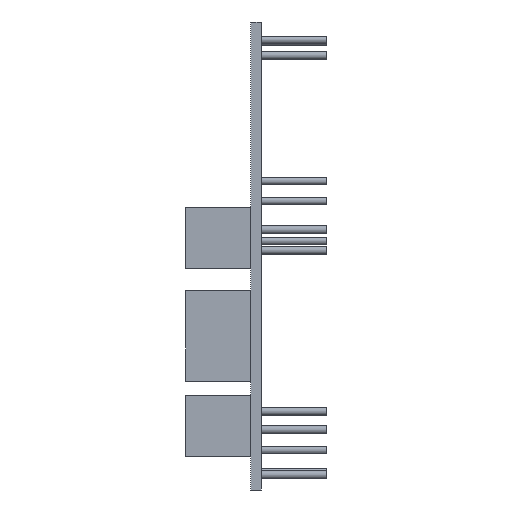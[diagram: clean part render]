
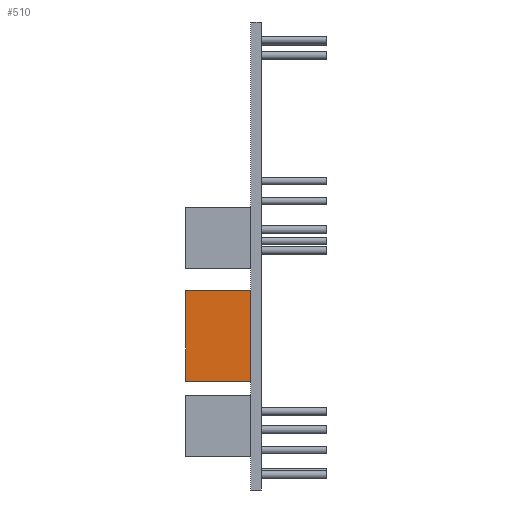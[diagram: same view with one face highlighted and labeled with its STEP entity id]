
A CAD part, left-side view. The second image highlights one B-rep face of the part: STEP entity #510.
In plain terms, the highlighted planar face has unit normal (-1, 0, 0).
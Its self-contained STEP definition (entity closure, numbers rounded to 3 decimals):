
#32 = EDGE_CURVE ( 'NONE', #1783, #1385, #155, .T. ) ;
#155 = LINE ( 'NONE', #1292, #1029 ) ;
#230 = ORIENTED_EDGE ( 'NONE', *, *, #416, .F. ) ;
#248 = EDGE_CURVE ( 'NONE', #1391, #1783, #1788, .T. ) ;
#275 = VERTEX_POINT ( 'NONE', #1109 ) ;
#297 = CARTESIAN_POINT ( 'NONE',  ( -143.559, 35., -16.173 ) ) ;
#339 = ORIENTED_EDGE ( 'NONE', *, *, #248, .T. ) ;
#351 = DIRECTION ( 'NONE',  ( 0., 0., -1. ) ) ;
#359 = VECTOR ( 'NONE', #766, 1000. ) ;
#416 = EDGE_CURVE ( 'NONE', #275, #1385, #1186, .T. ) ;
#510 = ADVANCED_FACE ( 'NONE', ( #706 ), #1881, .F. ) ;
#577 = CARTESIAN_POINT ( 'NONE',  ( -143.559, 5., -58.025 ) ) ;
#696 = EDGE_CURVE ( 'NONE', #1391, #275, #1771, .T. ) ;
#697 = DIRECTION ( 'NONE',  ( 1., 0., 0. ) ) ;
#706 = FACE_OUTER_BOUND ( 'NONE', #1112, .T. ) ;
#766 = DIRECTION ( 'NONE',  ( 0., 0., 1. ) ) ;
#928 = AXIS2_PLACEMENT_3D ( 'NONE', #1691, #697, #351 ) ;
#934 = CARTESIAN_POINT ( 'NONE',  ( -143.559, 35., -58.025 ) ) ;
#1029 = VECTOR ( 'NONE', #1108, 1000. ) ;
#1108 = DIRECTION ( 'NONE',  ( 0., 0., 1. ) ) ;
#1109 = CARTESIAN_POINT ( 'NONE',  ( -143.559, 35., -16.173 ) ) ;
#1112 = EDGE_LOOP ( 'NONE', ( #1854, #230, #2104, #339 ) ) ;
#1186 = LINE ( 'NONE', #297, #1806 ) ;
#1292 = CARTESIAN_POINT ( 'NONE',  ( -143.559, 5., -58.025 ) ) ;
#1385 = VERTEX_POINT ( 'NONE', #1449 ) ;
#1391 = VERTEX_POINT ( 'NONE', #934 ) ;
#1425 = CARTESIAN_POINT ( 'NONE',  ( -143.559, 35., -58.025 ) ) ;
#1430 = VECTOR ( 'NONE', #1800, 1000. ) ;
#1449 = CARTESIAN_POINT ( 'NONE',  ( -143.559, 5., -16.173 ) ) ;
#1496 = DIRECTION ( 'NONE',  ( 0., -1., 0. ) ) ;
#1691 = CARTESIAN_POINT ( 'NONE',  ( -143.559, 35., -58.025 ) ) ;
#1771 = LINE ( 'NONE', #1919, #359 ) ;
#1783 = VERTEX_POINT ( 'NONE', #577 ) ;
#1788 = LINE ( 'NONE', #1425, #1430 ) ;
#1800 = DIRECTION ( 'NONE',  ( 0., -1., 0. ) ) ;
#1806 = VECTOR ( 'NONE', #1496, 1000. ) ;
#1854 = ORIENTED_EDGE ( 'NONE', *, *, #32, .T. ) ;
#1881 = PLANE ( 'NONE',  #928 ) ;
#1919 = CARTESIAN_POINT ( 'NONE',  ( -143.559, 35., -58.025 ) ) ;
#2104 = ORIENTED_EDGE ( 'NONE', *, *, #696, .F. ) ;
